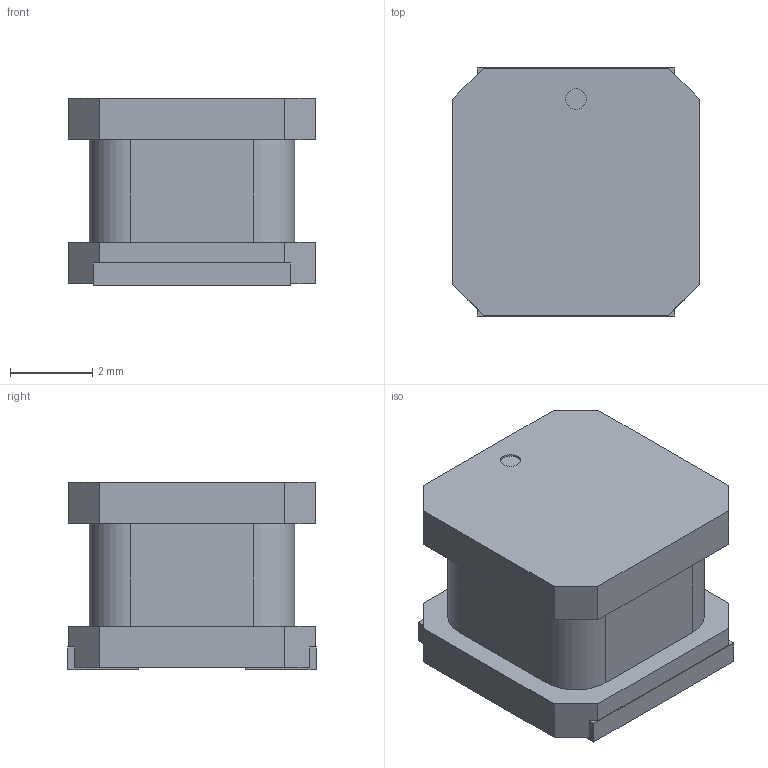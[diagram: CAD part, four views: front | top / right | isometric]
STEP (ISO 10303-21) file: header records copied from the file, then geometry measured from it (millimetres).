
FILE_DESCRIPTION(/* description */ ('STEP AP214'),/* implementation_level */ '2;1');
FILE_NAME(/* name */ '606536f828307c102447cb9d',/* time_stamp */ '2021-04-01T02:59:05+00:00',/* author */ (''),/* organization */ (''),/* preprocessor_version */ 'ST-DEVELOPER v18.1',/* originating_system */ ' ',/* authorisation */ ' ');
FILE_SCHEMA (('AUTOMOTIVE_DESIGN {1 0 10303 214 3 1 1}'));
Length unit declared in the file: metre
Products named in the file (1): VLS6045EX
Bounding box: 6 x 6.03 x 4.55 mm (x, y, z)
Volume: 131 mm3; surface area: 183.4 mm2
Topology: 1 solids, 1 shells, 42 faces, 111 edges, 74 vertices
Faces by surface type: plane 37, cylinder 5
Full cylindrical faces by diameter (mm): 0.5 x1
Entity records: 1452 total; most frequent: CARTESIAN_POINT 227, ORIENTED_EDGE 220, DIRECTION 206, EDGE_CURVE 110, LINE 100, VECTOR 100, VERTEX_POINT 74, AXIS2_PLACEMENT_3D 53
